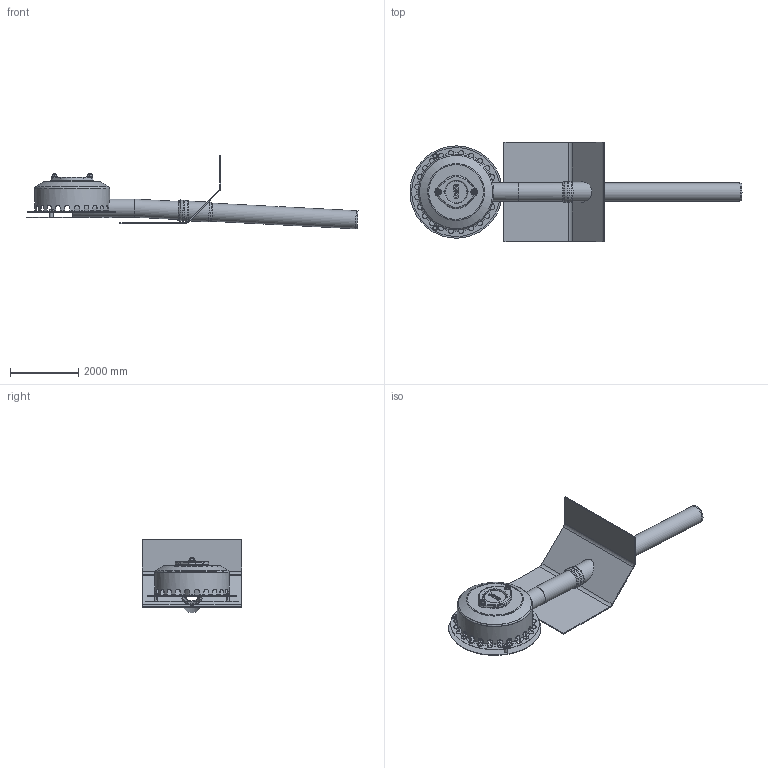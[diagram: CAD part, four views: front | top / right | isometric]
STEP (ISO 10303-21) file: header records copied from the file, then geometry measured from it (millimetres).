
FILE_DESCRIPTION(/* description */ (''),/* implementation_level */ '2;1');
FILE_NAME(/* name */ '01347.050X_3D.stp',/* time_stamp */ '2024-12-11T13:25:03+01:00',/* author */ ('CAD'),/* organization */ (''),/* preprocessor_version */ 'ST-DEVELOPER v20',/* originating_system */ 'AutoCAD Mechanical',/* authorisation */ '');
FILE_SCHEMA (('AUTOMOTIVE_DESIGN { 1 0 10303 214 3 1 1 }'));
Products named in the file (2): Product; *S0
Assembly tree (1 placements, depth 2):
  Product
    *S0
Bounding box: 9713.64 x 2900 x 2154.02 mm (x, y, z)
Volume: 741719180.7 mm3; surface area: 88411586.1 mm2
Topology: 16 solids, 16 shells, 1924 faces, 5711 edges, 3776 vertices
Faces by surface type: plane 1577, cylinder 122, cone 106, torus 99, bspline 14, sphere 6
Full cylindrical faces by diameter (mm): 66.47 x2, 80 x4, 100 x4, 510 x3, 529.993 x1, 530 x3, 558 x1, 558.781 x1, 574.365 x1, 578 x1, 598 x1, 600 x1, 618 x1, 700 x2, 731.5 x1, 920 x1, 2180 x1, 2200 x1, 2700 x1
Entity records: 69422 total; most frequent: CARTESIAN_POINT 16596, ORIENTED_EDGE 11418, DIRECTION 9726, EDGE_CURVE 5709, LINE 4748, VECTOR 4748, VERTEX_POINT 3776, EDGE_LOOP 2669
